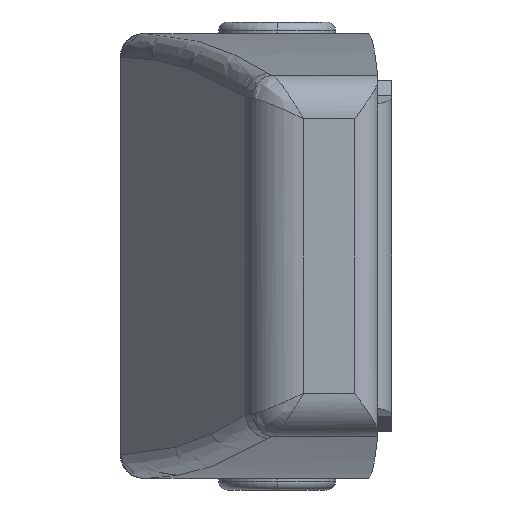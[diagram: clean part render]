
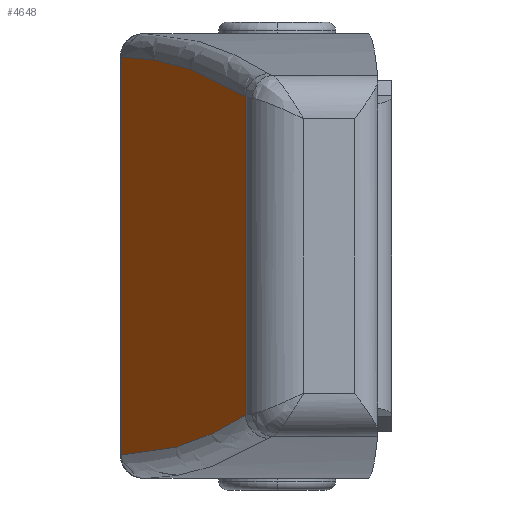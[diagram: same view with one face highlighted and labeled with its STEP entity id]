
A CAD part, left-side view. The second image highlights one B-rep face of the part: STEP entity #4648.
In plain terms, the highlighted face is planar.
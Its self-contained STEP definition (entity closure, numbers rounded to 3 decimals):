
#27 = VECTOR ( 'NONE', #6505, 1000. ) ;
#38 = VECTOR ( 'NONE', #6264, 1000. ) ;
#58 = VECTOR ( 'NONE', #6122, 1000. ) ;
#311 = CARTESIAN_POINT ( 'NONE',  ( -0.9, 4.5, -6.8 ) ) ;
#312 = CARTESIAN_POINT ( 'NONE',  ( -0.9, 4.5, 6.8 ) ) ;
#332 = CARTESIAN_POINT ( 'NONE',  ( -1.053, 4.47, -6.8 ) ) ;
#333 = CARTESIAN_POINT ( 'NONE',  ( -21.382, 0.515, -5.44 ) ) ;
#334 = CARTESIAN_POINT ( 'NONE',  ( -21.382, 0.515, 5.44 ) ) ;
#335 = CARTESIAN_POINT ( 'NONE',  ( -1.053, 4.47, 6.8 ) ) ;
#445 = PLANE ( 'NONE',  #5783 ) ;
#446 = CARTESIAN_POINT ( 'NONE',  ( -23., 0.2, 7.6 ) ) ;
#447 = DIRECTION ( 'NONE',  ( 0.191, -0.982, 0. ) ) ;
#448 = DIRECTION ( 'NONE',  ( 0.982, 0.191, 0. ) ) ;
#754 = CARTESIAN_POINT ( 'NONE',  ( -0.9, 4.5, 7.6 ) ) ;
#755 = DIRECTION ( 'NONE',  ( 0., 0., -1. ) ) ;
#1512 = EDGE_CURVE ( 'NONE', #3464, #3465, #1590, .T. ) ;
#1524 = EDGE_CURVE ( 'NONE', #3441, #3462, #5301, .T. ) ;
#1531 = EDGE_CURVE ( 'NONE', #3463, #3464, #5306, .T. ) ;
#1547 = EDGE_CURVE ( 'NONE', #3462, #3463, #1609, .T. ) ;
#1551 = EDGE_CURVE ( 'NONE', #3465, #3442, #5330, .T. ) ;
#1590 =( BOUNDED_CURVE ( )  B_SPLINE_CURVE ( 3, ( #6190, #6254, #6288, #6301 ),
 .UNSPECIFIED., .F., .T. ) 
 B_SPLINE_CURVE_WITH_KNOTS ( ( 4, 4 ),
 ( 4.579, 4.712 ),
 .UNSPECIFIED. ) 
 CURVE ( )  GEOMETRIC_REPRESENTATION_ITEM ( )  RATIONAL_B_SPLINE_CURVE ( ( 1., 0.999, 0.999, 1. ) ) 
 REPRESENTATION_ITEM ( '' )  );
#1609 =( BOUNDED_CURVE ( )  B_SPLINE_CURVE ( 3, ( #6043, #6500, #6490, #6501 ),
 .UNSPECIFIED., .F., .T. ) 
 B_SPLINE_CURVE_WITH_KNOTS ( ( 4, 4 ),
 ( 1.571, 1.704 ),
 .UNSPECIFIED. ) 
 CURVE ( )  GEOMETRIC_REPRESENTATION_ITEM ( )  RATIONAL_B_SPLINE_CURVE ( ( 1., 0.999, 0.999, 1. ) ) 
 REPRESENTATION_ITEM ( '' )  );
#2212 = EDGE_LOOP ( 'NONE', ( #3245, #3246, #3243, #3247, #3248, #3249 ) ) ;
#3243 = ORIENTED_EDGE ( 'NONE', *, *, #1547, .T. ) ;
#3245 = ORIENTED_EDGE ( 'NONE', *, *, #5940, .T. ) ;
#3246 = ORIENTED_EDGE ( 'NONE', *, *, #1524, .T. ) ;
#3247 = ORIENTED_EDGE ( 'NONE', *, *, #1531, .T. ) ;
#3248 = ORIENTED_EDGE ( 'NONE', *, *, #1512, .T. ) ;
#3249 = ORIENTED_EDGE ( 'NONE', *, *, #1551, .T. ) ;
#3441 = VERTEX_POINT ( 'NONE', #311 ) ;
#3442 = VERTEX_POINT ( 'NONE', #312 ) ;
#3462 = VERTEX_POINT ( 'NONE', #332 ) ;
#3463 = VERTEX_POINT ( 'NONE', #333 ) ;
#3464 = VERTEX_POINT ( 'NONE', #334 ) ;
#3465 = VERTEX_POINT ( 'NONE', #335 ) ;
#4648 = ADVANCED_FACE ( 'NONE', ( #4739 ), #445, .F. ) ;
#4739 = FACE_OUTER_BOUND ( 'NONE', #2212, .T. ) ;
#4805 = LINE ( 'NONE', #754, #5864 ) ;
#5301 = LINE ( 'NONE', #6286, #38 ) ;
#5306 = LINE ( 'NONE', #6147, #58 ) ;
#5330 = LINE ( 'NONE', #6497, #27 ) ;
#5783 = AXIS2_PLACEMENT_3D ( 'NONE', #446, #447, #448 ) ;
#5864 = VECTOR ( 'NONE', #755, 1000. ) ;
#5940 = EDGE_CURVE ( 'NONE', #3442, #3441, #4805, .T. ) ;
#6043 = CARTESIAN_POINT ( 'NONE',  ( -1.053, 4.47, -6.8 ) ) ;
#6122 = DIRECTION ( 'NONE',  ( 0., 0., 1. ) ) ;
#6147 = CARTESIAN_POINT ( 'NONE',  ( -21.382, 0.515, 7.6 ) ) ;
#6190 = CARTESIAN_POINT ( 'NONE',  ( -21.382, 0.515, 5.44 ) ) ;
#6254 = CARTESIAN_POINT ( 'NONE',  ( -14.641, 1.826, 6.346 ) ) ;
#6264 = DIRECTION ( 'NONE',  ( -0.982, -0.191, 0. ) ) ;
#6286 = CARTESIAN_POINT ( 'NONE',  ( -23., 0.2, -6.8 ) ) ;
#6288 = CARTESIAN_POINT ( 'NONE',  ( -7.854, 3.147, 6.8 ) ) ;
#6301 = CARTESIAN_POINT ( 'NONE',  ( -1.053, 4.47, 6.8 ) ) ;
#6490 = CARTESIAN_POINT ( 'NONE',  ( -14.641, 1.826, -6.346 ) ) ;
#6497 = CARTESIAN_POINT ( 'NONE',  ( -0.9, 4.5, 6.8 ) ) ;
#6500 = CARTESIAN_POINT ( 'NONE',  ( -7.854, 3.147, -6.8 ) ) ;
#6501 = CARTESIAN_POINT ( 'NONE',  ( -21.382, 0.515, -5.44 ) ) ;
#6505 = DIRECTION ( 'NONE',  ( 0.982, 0.191, 0. ) ) ;
